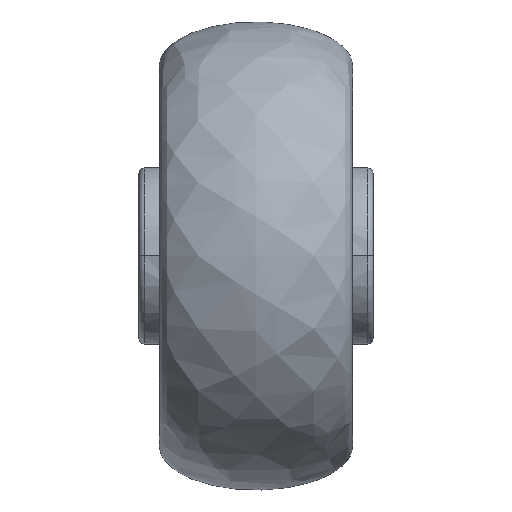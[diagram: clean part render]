
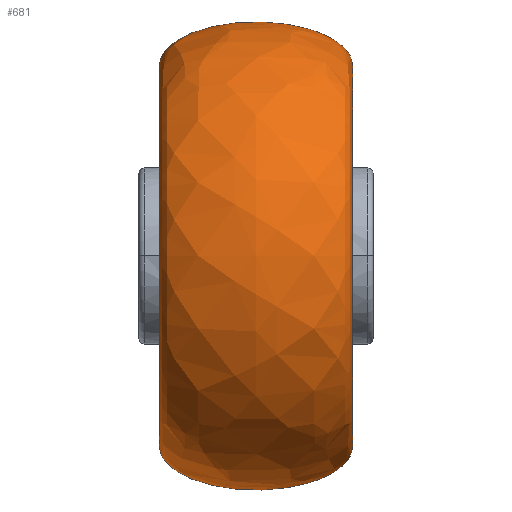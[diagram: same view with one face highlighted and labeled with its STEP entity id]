
A CAD part, top view. The second image highlights one B-rep face of the part: STEP entity #681.
In plain terms, the highlighted free-form (B-spline) face has degree [3, 3] with [4, 4] control points.
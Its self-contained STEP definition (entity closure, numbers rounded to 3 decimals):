
#19 = CARTESIAN_POINT ( 'NONE',  ( -18.966, -44.069, 0. ) ) ;
#39 = CARTESIAN_POINT ( 'NONE',  ( 14.034, -44.069, 0. ) ) ;
#107 = CARTESIAN_POINT ( 'NONE',  ( 14.034, -29.069, 0. ) ) ;
#125 = CARTESIAN_POINT ( 'NONE',  ( 14.034, 35.931, 65. ) ) ;
#183 = CIRCLE ( 'NONE', #4825, 32.5 ) ;
#450 = CARTESIAN_POINT ( 'NONE',  ( 14.034, -29.069, 65. ) ) ;
#681 = ADVANCED_FACE ( 'NONE', ( #4917 ), #3686, .F. ) ;
#709 = CARTESIAN_POINT ( 'NONE',  ( -18.966, -29.069, 0. ) ) ;
#776 = CARTESIAN_POINT ( 'NONE',  ( -18.966, 3.431, 0. ) ) ;
#802 = CARTESIAN_POINT ( 'NONE',  ( 14.034, 35.931, 0. ) ) ;
#824 = CARTESIAN_POINT ( 'NONE',  ( -18.966, -44.069, 0. ) ) ;
#935 = DIRECTION ( 'NONE',  ( -1., 0., 0. ) ) ;
#960 = DIRECTION ( 'NONE',  ( 0., 1., 0. ) ) ;
#982 = CARTESIAN_POINT ( 'NONE',  ( -18.966, 50.931, 0. ) ) ;
#1040 = CARTESIAN_POINT ( 'NONE',  ( 14.034, -44.069, 95. ) ) ;
#1051 = EDGE_CURVE ( 'NONE', #2840, #4807, #183, .T. ) ;
#1081 = EDGE_LOOP ( 'NONE', ( #6693, #4002, #1374, #2752 ) ) ;
#1156 = VERTEX_POINT ( 'NONE', #3203 ) ;
#1173 = AXIS2_PLACEMENT_3D ( 'NONE', #776, #935, #960 ) ;
#1325 =( BOUNDED_CURVE ( )  B_SPLINE_CURVE ( 3, ( #107, #39, #19, #3728 ),
 .UNSPECIFIED., .F., .T. ) 
 B_SPLINE_CURVE_WITH_KNOTS ( ( 4, 4 ),
 ( 0., 3.142 ),
 .UNSPECIFIED. ) 
 CURVE ( )  GEOMETRIC_REPRESENTATION_ITEM ( )  RATIONAL_B_SPLINE_CURVE ( ( 1., 0.333, 0.333, 1. ) ) 
 REPRESENTATION_ITEM ( '' )  );
#1330 = EDGE_CURVE ( 'NONE', #3273, #1156, #2801, .T. ) ;
#1374 = ORIENTED_EDGE ( 'NONE', *, *, #5079, .T. ) ;
#1934 = CARTESIAN_POINT ( 'NONE',  ( -18.966, 35.931, 65. ) ) ;
#2036 = EDGE_CURVE ( 'NONE', #2840, #3273, #1325, .T. ) ;
#2300 = CARTESIAN_POINT ( 'NONE',  ( -18.966, 35.931, 0. ) ) ;
#2331 = CARTESIAN_POINT ( 'NONE',  ( -18.966, 50.931, 95. ) ) ;
#2351 = CARTESIAN_POINT ( 'NONE',  ( -18.966, -44.069, 95. ) ) ;
#2423 = CARTESIAN_POINT ( 'NONE',  ( -18.966, 35.931, 0. ) ) ;
#2752 = ORIENTED_EDGE ( 'NONE', *, *, #1330, .F. ) ;
#2801 = CIRCLE ( 'NONE', #1173, 32.5 ) ;
#2840 = VERTEX_POINT ( 'NONE', #3327 ) ;
#2947 = CARTESIAN_POINT ( 'NONE',  ( 14.034, -29.069, 0. ) ) ;
#3123 = CARTESIAN_POINT ( 'NONE',  ( 14.034, 50.931, 0. ) ) ;
#3203 = CARTESIAN_POINT ( 'NONE',  ( -18.966, 35.931, 0. ) ) ;
#3273 = VERTEX_POINT ( 'NONE', #709 ) ;
#3327 = CARTESIAN_POINT ( 'NONE',  ( 14.034, -29.069, 0. ) ) ;
#3562 = CARTESIAN_POINT ( 'NONE',  ( 14.034, -44.069, 0. ) ) ;
#3686 =( BOUNDED_SURFACE ( )  B_SPLINE_SURFACE ( 3, 3, ( 
 ( #2947, #450, #125, #4933 ),
 ( #3562, #1040, #4521, #3123 ),
 ( #824, #2351, #2331, #982 ),
 ( #5062, #3997, #1934, #2423 ) ),
 .UNSPECIFIED., .F., .F., .F. ) 
 B_SPLINE_SURFACE_WITH_KNOTS ( ( 4, 4 ),
 ( 4, 4 ),
 ( 0., 1. ),
 ( 0., 1. ),
 .UNSPECIFIED. ) 
 GEOMETRIC_REPRESENTATION_ITEM ( )  RATIONAL_B_SPLINE_SURFACE ( (
 ( 1., 0.333, 0.333, 1.),
 ( 0.333, 0.111, 0.111, 0.333),
 ( 0.333, 0.111, 0.111, 0.333),
 ( 1., 0.333, 0.333, 1.) ) ) 
 REPRESENTATION_ITEM ( '' )  SURFACE ( )  );
#3728 = CARTESIAN_POINT ( 'NONE',  ( -18.966, -29.069, 0. ) ) ;
#3923 = CARTESIAN_POINT ( 'NONE',  ( 14.034, 50.931, 0. ) ) ;
#3997 = CARTESIAN_POINT ( 'NONE',  ( -18.966, -29.069, 65. ) ) ;
#4002 = ORIENTED_EDGE ( 'NONE', *, *, #1051, .T. ) ;
#4447 = DIRECTION ( 'NONE',  ( 0., 1., 0. ) ) ;
#4521 = CARTESIAN_POINT ( 'NONE',  ( 14.034, 50.931, 95. ) ) ;
#4523 = DIRECTION ( 'NONE',  ( -1., 0., 0. ) ) ;
#4534 = CARTESIAN_POINT ( 'NONE',  ( 14.034, 35.931, 0. ) ) ;
#4612 = CARTESIAN_POINT ( 'NONE',  ( 14.034, 3.431, 0. ) ) ;
#4807 = VERTEX_POINT ( 'NONE', #4534 ) ;
#4825 = AXIS2_PLACEMENT_3D ( 'NONE', #4612, #4523, #4447 ) ;
#4917 = FACE_OUTER_BOUND ( 'NONE', #1081, .T. ) ;
#4933 = CARTESIAN_POINT ( 'NONE',  ( 14.034, 35.931, 0. ) ) ;
#5062 = CARTESIAN_POINT ( 'NONE',  ( -18.966, -29.069, 0. ) ) ;
#5079 = EDGE_CURVE ( 'NONE', #4807, #1156, #6465, .T. ) ;
#5498 = CARTESIAN_POINT ( 'NONE',  ( -18.966, 50.931, 0. ) ) ;
#6465 =( BOUNDED_CURVE ( )  B_SPLINE_CURVE ( 3, ( #802, #3923, #5498, #2300 ),
 .UNSPECIFIED., .F., .T. ) 
 B_SPLINE_CURVE_WITH_KNOTS ( ( 4, 4 ),
 ( 0., 3.142 ),
 .UNSPECIFIED. ) 
 CURVE ( )  GEOMETRIC_REPRESENTATION_ITEM ( )  RATIONAL_B_SPLINE_CURVE ( ( 1., 0.333, 0.333, 1. ) ) 
 REPRESENTATION_ITEM ( '' )  );
#6693 = ORIENTED_EDGE ( 'NONE', *, *, #2036, .F. ) ;
